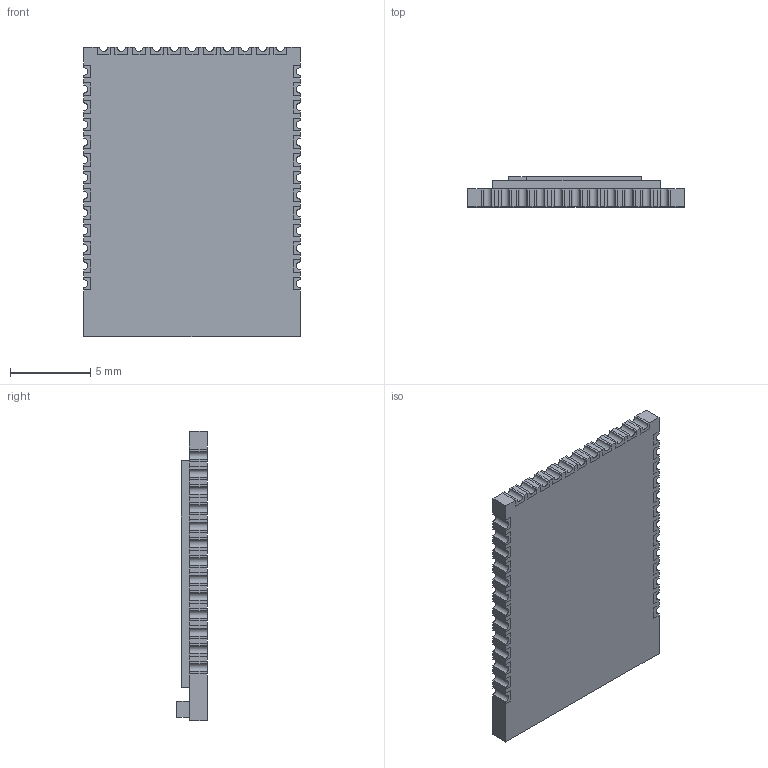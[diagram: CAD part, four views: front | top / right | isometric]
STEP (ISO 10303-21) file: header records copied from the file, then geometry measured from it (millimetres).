
FILE_DESCRIPTION(/* description */ (''),/* implementation_level */ '2;1');
FILE_NAME(/* name */ 'holyiot_18010_nRF52840.step',/* time_stamp */ '2021-10-20T21:40:46+02:00',/* author */ (''),/* organization */ (''),/* preprocessor_version */ 'ST-DEVELOPER v18.1',/* originating_system */ 'Autodesk Translation Framework v10.10.0.1391',/* authorisation */ '');
FILE_SCHEMA (('AUTOMOTIVE_DESIGN { 1 0 10303 214 3 1 1 }'));
Length unit declared in the file: millimetre
Products named in the file (1): holyiot_18010_nRF52840
Bounding box: 13.5 x 1.92 x 18 mm (x, y, z)
Volume: 348.3 mm3; surface area: 1039.7 mm2
Topology: 40 solids, 40 shells, 467 faces, 1158 edges, 772 vertices
Faces by surface type: plane 430, cylinder 37
Entity records: 13663 total; most frequent: CARTESIAN_POINT 2398, ORIENTED_EDGE 2316, DIRECTION 2168, EDGE_CURVE 1158, LINE 1084, VECTOR 1084, VERTEX_POINT 772, AXIS2_PLACEMENT_3D 542
